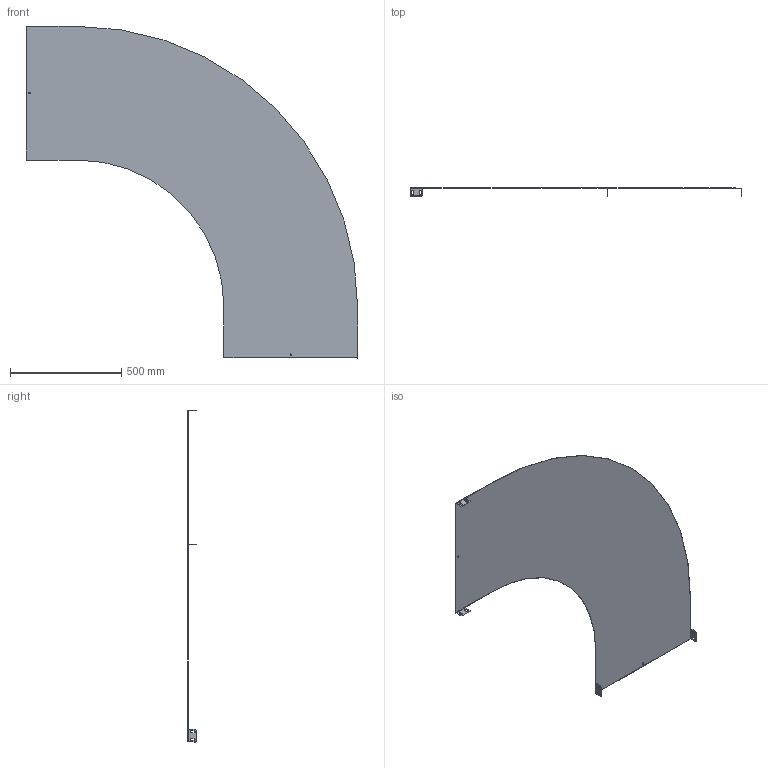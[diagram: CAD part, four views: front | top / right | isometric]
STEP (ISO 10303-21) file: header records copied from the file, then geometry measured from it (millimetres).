
FILE_DESCRIPTION (( 'STEP AP203' ), '1' );
FILE_NAME ('UKD606.STEP', '2015-03-30T13:06:34', ( '' ), ( '' ), 'SwSTEP 2.0', 'SolidWorks 2014', '' );
FILE_SCHEMA (( 'CONFIG_CONTROL_DESIGN' ));
Length unit declared in the file: millimetre
Products named in the file (1): UKD606
Bounding box: 1495.44 x 37 x 1495.44 mm (x, y, z)
Volume: 1433753.8 mm3; surface area: 2397059.4 mm2
Topology: 1 solids, 1 shells, 166 faces, 484 edges, 296 vertices
Faces by surface type: plane 128, cylinder 38
Entity records: 5573 total; most frequent: ORIENTED_EDGE 968, DIRECTION 958, CARTESIAN_POINT 947, EDGE_CURVE 484, LINE 344, VECTOR 344, AXIS2_PLACEMENT_3D 307, VERTEX_POINT 296
